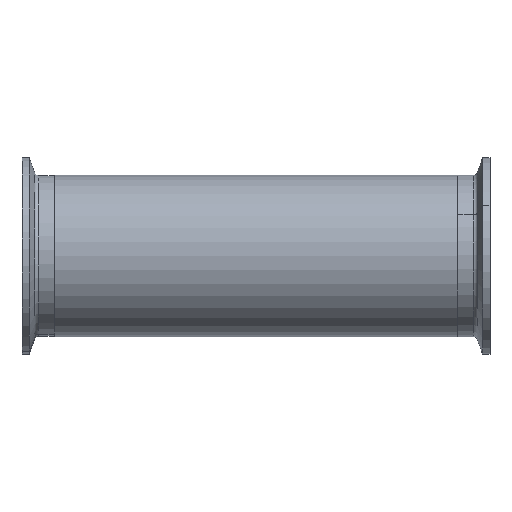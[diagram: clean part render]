
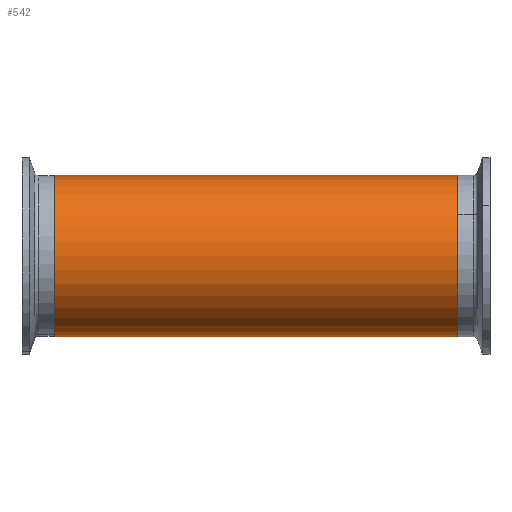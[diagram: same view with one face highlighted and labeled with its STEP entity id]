
A CAD part, front view. The second image highlights one B-rep face of the part: STEP entity #542.
In plain terms, the highlighted cylindrical face has radius 31.75 mm (diameter 63.5 mm), a partial arc.
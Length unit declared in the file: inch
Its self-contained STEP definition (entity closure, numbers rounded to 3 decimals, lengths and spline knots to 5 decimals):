
#18 = LINE ( 'NONE', #564, #2402 ) ;
#30 = DIRECTION ( 'NONE',  ( -1., 0., 0. ) ) ;
#323 = CARTESIAN_POINT ( 'NONE',  ( -3.12598, 0., 1.25 ) ) ;
#355 = CARTESIAN_POINT ( 'NONE',  ( 3.12598, 0., 1.25 ) ) ;
#381 = ORIENTED_EDGE ( 'NONE', *, *, #2221, .F. ) ;
#542 = ADVANCED_FACE ( 'NONE', ( #1433 ), #1258, .T. ) ;
#547 = DIRECTION ( 'NONE',  ( 1., 0., 0. ) ) ;
#564 = CARTESIAN_POINT ( 'NONE',  ( 3.12598, 0., -1.25 ) ) ;
#594 = VERTEX_POINT ( 'NONE', #355 ) ;
#651 = CARTESIAN_POINT ( 'NONE',  ( -3.12598, 0., -1.25 ) ) ;
#1039 = CIRCLE ( 'NONE', #1223, 1.25 ) ;
#1097 = EDGE_CURVE ( 'NONE', #2871, #1868, #2843, .T. ) ;
#1223 = AXIS2_PLACEMENT_3D ( 'NONE', #2647, #2821, #2400 ) ;
#1258 = CYLINDRICAL_SURFACE ( 'NONE', #2440, 1.25 ) ;
#1269 = CARTESIAN_POINT ( 'NONE',  ( 3.12598, 0., 0. ) ) ;
#1294 = ORIENTED_EDGE ( 'NONE', *, *, #1560, .F. ) ;
#1311 = LINE ( 'NONE', #1429, #1609 ) ;
#1429 = CARTESIAN_POINT ( 'NONE',  ( 3.12598, 0., 1.25 ) ) ;
#1433 = FACE_OUTER_BOUND ( 'NONE', #2559, .T. ) ;
#1448 = DIRECTION ( 'NONE',  ( 0., 0., -1. ) ) ;
#1497 = DIRECTION ( 'NONE',  ( -1., 0., 0. ) ) ;
#1517 = ORIENTED_EDGE ( 'NONE', *, *, #1097, .T. ) ;
#1542 = CARTESIAN_POINT ( 'NONE',  ( 3.12598, 0., -1.25 ) ) ;
#1560 = EDGE_CURVE ( 'NONE', #1940, #1868, #18, .T. ) ;
#1609 = VECTOR ( 'NONE', #30, 39.37008 ) ;
#1673 = CARTESIAN_POINT ( 'NONE',  ( -3.12598, 0., 0. ) ) ;
#1868 = VERTEX_POINT ( 'NONE', #651 ) ;
#1940 = VERTEX_POINT ( 'NONE', #1542 ) ;
#1976 = AXIS2_PLACEMENT_3D ( 'NONE', #1673, #547, #1448 ) ;
#2129 = DIRECTION ( 'NONE',  ( -1., 0., 0. ) ) ;
#2221 = EDGE_CURVE ( 'NONE', #594, #1940, #1039, .T. ) ;
#2400 = DIRECTION ( 'NONE',  ( 0., 0., -1. ) ) ;
#2402 = VECTOR ( 'NONE', #2129, 39.37008 ) ;
#2440 = AXIS2_PLACEMENT_3D ( 'NONE', #1269, #1497, #2636 ) ;
#2549 = EDGE_CURVE ( 'NONE', #594, #2871, #1311, .T. ) ;
#2559 = EDGE_LOOP ( 'NONE', ( #1294, #381, #2691, #1517 ) ) ;
#2636 = DIRECTION ( 'NONE',  ( 0., 0., 1. ) ) ;
#2647 = CARTESIAN_POINT ( 'NONE',  ( 3.12598, 0., 0. ) ) ;
#2691 = ORIENTED_EDGE ( 'NONE', *, *, #2549, .T. ) ;
#2821 = DIRECTION ( 'NONE',  ( 1., 0., 0. ) ) ;
#2843 = CIRCLE ( 'NONE', #1976, 1.25 ) ;
#2871 = VERTEX_POINT ( 'NONE', #323 ) ;
